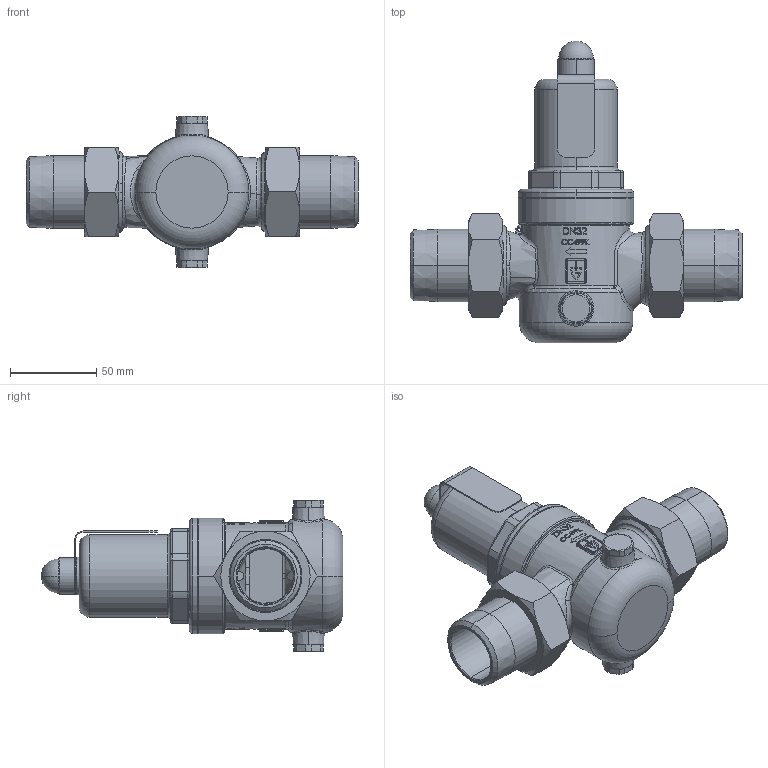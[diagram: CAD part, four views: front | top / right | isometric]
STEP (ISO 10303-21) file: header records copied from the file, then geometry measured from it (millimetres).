
FILE_DESCRIPTION (( 'STEP AP214' ), '1' );
FILE_NAME ('630mGFO-32 Dummy.STEP', '2012-02-23T14:26:46', ( 'Blankenhorn' ), ( '' ), 'SwSTEP 2.0', 'SolidWorks 2011', '' );
FILE_SCHEMA (( 'AUTOMOTIVE_DESIGN' ));
Length unit declared in the file: millimetre
Products named in the file (1): 630mGFO-32 Dummy
Bounding box: 193 x 175.4 x 88 mm (x, y, z)
Volume: 246437.7 mm3; surface area: 133939 mm2
Topology: 14 solids, 14 shells, 1008 faces, 2522 edges, 1584 vertices
Faces by surface type: plane 341, cylinder 249, bspline 226, cone 109, torus 69, sphere 14
Entity records: 59207 total; most frequent: CARTESIAN_POINT 25663, ORIENTED_EDGE 5014, DIRECTION 4104, EDGE_CURVE 2507, VERTEX_POINT 1581, AXIS2_PLACEMENT_3D 1566, EDGE_LOOP 1094, UNCERTAINTY_MEASURE_WITH_UNIT 1024
